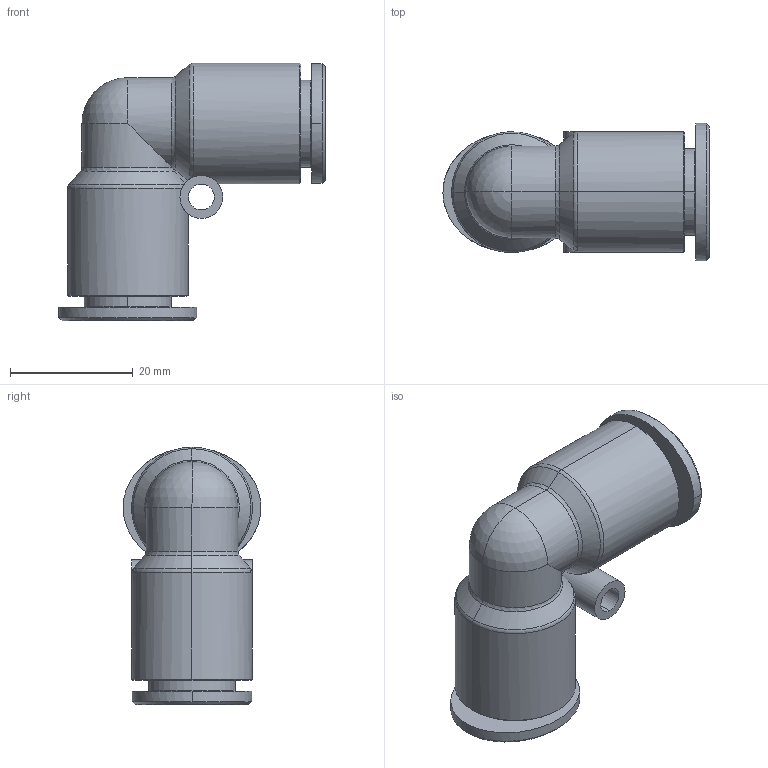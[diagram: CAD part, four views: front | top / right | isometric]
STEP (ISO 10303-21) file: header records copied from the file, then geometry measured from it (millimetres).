
FILE_DESCRIPTION((''),'2;1');
FILE_NAME('GPUL 12(3D).stp','2012-12-27T14:45:27',(''),(''),'Mechanical Desktop.R8.0.24.0','Mechanical Desktop.R8.0.24.0',', , ');
FILE_SCHEMA(('CONFIG_CONTROL_DESIGN'));
Length unit declared in the file: millimetre
Products named in the file (3): GPUL 12(3D); ºÎÇ°1; RM_SDB
Assembly tree (2 placements, depth 2):
  GPUL 12(3D)
    ºÎÇ°1
    RM_SDB
Bounding box: 43.45 x 22.5 x 42.05 mm (x, y, z)
Volume: 12020.5 mm3; surface area: 7285.7 mm2
Topology: 1 solids, 1 shells, 740 faces, 2120 edges, 1406 vertices
Faces by surface type: plane 676, cylinder 22, bspline 20, cone 16, torus 4, sphere 2
Entity records: 24998 total; most frequent: CARTESIAN_POINT 5617, ORIENTED_EDGE 4236, DIRECTION 3593, EDGE_CURVE 2118, VECTOR 1981, LINE 1981, VERTEX_POINT 1406, AXIS2_PLACEMENT_3D 806
